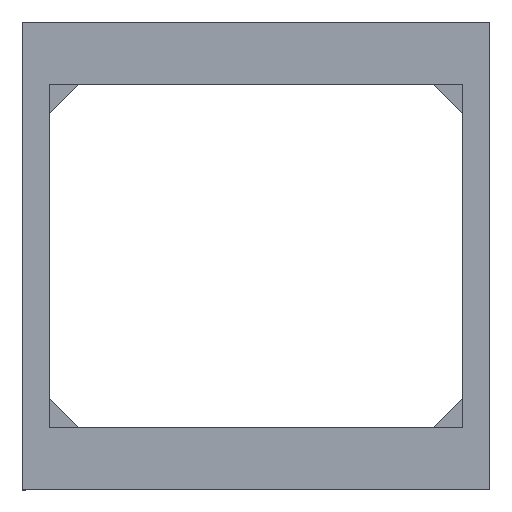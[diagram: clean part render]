
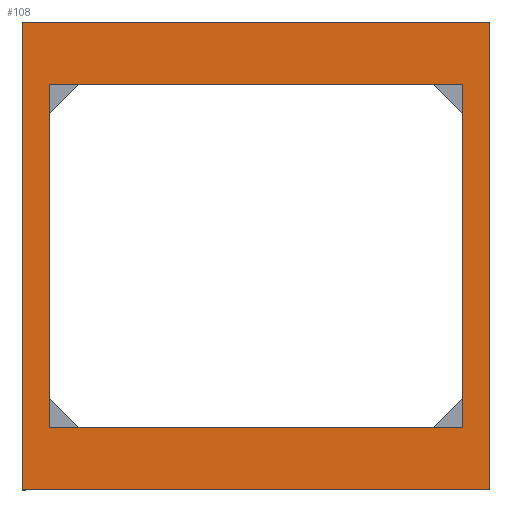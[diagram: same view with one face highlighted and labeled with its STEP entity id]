
A CAD part, top view. The second image highlights one B-rep face of the part: STEP entity #108.
In plain terms, the highlighted planar face has unit normal (0, 0, 1).
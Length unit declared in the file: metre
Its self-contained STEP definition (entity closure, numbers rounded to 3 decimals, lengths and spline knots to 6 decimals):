
#108=ADVANCED_FACE('618:10773',(#210,#211),#212,.T.);
#210=FACE_BOUND('',#314,.T.);
#211=FACE_OUTER_BOUND('',#315,.T.);
#212=PLANE('',#316);
#314=EDGE_LOOP('',(#415,#416,#417,#418));
#315=EDGE_LOOP('',(#419,#420,#421,#422));
#316=AXIS2_PLACEMENT_3D('',#423,#424,#425);
#415=ORIENTED_EDGE('',*,*,#619,.T.);
#416=ORIENTED_EDGE('',*,*,#620,.T.);
#417=ORIENTED_EDGE('',*,*,#621,.T.);
#418=ORIENTED_EDGE('',*,*,#622,.T.);
#419=ORIENTED_EDGE('',*,*,#623,.F.);
#420=ORIENTED_EDGE('',*,*,#624,.F.);
#421=ORIENTED_EDGE('',*,*,#625,.F.);
#422=ORIENTED_EDGE('',*,*,#611,.F.);
#423=CARTESIAN_POINT('',(-0.043331,-0.040412,0.005025));
#424=DIRECTION('',(0.,0.,1.0));
#425=DIRECTION('',(1.0,0.,0.));
#611=EDGE_CURVE('618:10932',#705,#707,#708,.T.);
#619=EDGE_CURVE('618:10950',#720,#721,#722,.T.);
#620=EDGE_CURVE('618:10941',#721,#723,#724,.T.);
#621=EDGE_CURVE('618:10944',#723,#725,#726,.T.);
#622=EDGE_CURVE('618:10947',#725,#720,#727,.T.);
#623=EDGE_CURVE('618:10935',#728,#705,#729,.T.);
#624=EDGE_CURVE('618:10953',#730,#728,#731,.T.);
#625=EDGE_CURVE('618:10938',#707,#730,#732,.T.);
#705=VERTEX_POINT('',#839);
#707=VERTEX_POINT('',#842);
#708=LINE('',#843,#844);
#720=VERTEX_POINT('',#861);
#721=VERTEX_POINT('',#862);
#722=LINE('',#863,#864);
#723=VERTEX_POINT('',#865);
#724=LINE('',#866,#867);
#725=VERTEX_POINT('',#868);
#726=LINE('',#869,#870);
#727=LINE('',#871,#872);
#728=VERTEX_POINT('',#873);
#729=LINE('',#874,#875);
#730=VERTEX_POINT('',#876);
#731=LINE('',#877,#878);
#732=LINE('',#879,#880);
#839=CARTESIAN_POINT('',(0.009525,-0.009525,0.005025));
#842=CARTESIAN_POINT('',(-0.009525,-0.009525,0.005025));
#843=CARTESIAN_POINT('',(-0.021665,-0.009525,0.005025));
#844=VECTOR('',#998,1.0);
#861=CARTESIAN_POINT('',(-0.008425,0.007,0.005025));
#862=CARTESIAN_POINT('',(0.008425,0.007,0.005025));
#863=CARTESIAN_POINT('',(-0.021665,0.007,0.005025));
#864=VECTOR('',#1004,1.0);
#865=CARTESIAN_POINT('',(0.008425,-0.007,0.005025));
#866=CARTESIAN_POINT('',(0.008425,-0.020156,0.005025));
#867=VECTOR('',#1005,1.0);
#868=CARTESIAN_POINT('',(-0.008425,-0.007,0.005025));
#869=CARTESIAN_POINT('',(-0.021665,-0.007,0.005025));
#870=VECTOR('',#1006,1.0);
#871=CARTESIAN_POINT('',(-0.008425,-0.020156,0.005025));
#872=VECTOR('',#1007,1.0);
#873=CARTESIAN_POINT('',(0.009525,0.009525,0.005025));
#874=CARTESIAN_POINT('',(0.009525,-0.020156,0.005025));
#875=VECTOR('',#1008,1.0);
#876=CARTESIAN_POINT('',(-0.009525,0.009525,0.005025));
#877=CARTESIAN_POINT('',(-0.021665,0.009525,0.005025));
#878=VECTOR('',#1009,1.0);
#879=CARTESIAN_POINT('',(-0.009525,-0.020156,0.005025));
#880=VECTOR('',#1010,1.0);
#998=DIRECTION('',(-1.0,0.,0.));
#1004=DIRECTION('',(1.0,0.,0.));
#1005=DIRECTION('',(0.,-1.0,0.));
#1006=DIRECTION('',(-1.0,0.,0.));
#1007=DIRECTION('',(0.,1.0,0.));
#1008=DIRECTION('',(0.,-1.0,0.));
#1009=DIRECTION('',(1.0,0.,0.));
#1010=DIRECTION('',(0.,1.0,0.));
